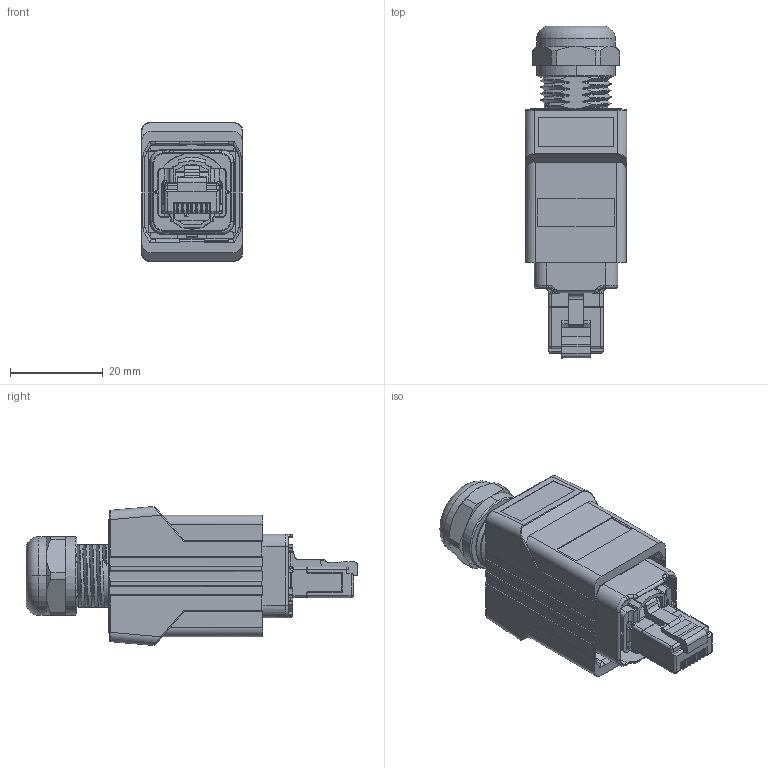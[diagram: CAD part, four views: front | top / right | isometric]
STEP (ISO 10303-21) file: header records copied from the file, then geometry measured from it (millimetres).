
FILE_DESCRIPTION(('Creo Elements/Direct Modeling STEP Export'),'2;1');
FILE_NAME('model.stp','2020-11-17T14:19:46',(''),(''),'Creo Elements/Direct Modeling STEP processor for AP214 (Solid Model)','Creo Elements/Direct Modeling 20.1A 29-Sep-2018 (C) Parametric Technology GmbH','');
FILE_SCHEMA(('AUTOMOTIVE_DESIGN { 1 0 10303 214 1 1 1 1 }'));
Products named in the file (2): VS-PPC-C1-MNNA-8Q5-EMC
Assembly tree (1 placements, depth 2):
  VS-PPC-C1-MNNA-8Q5-EMC
    VS-PPC-C1-MNNA-8Q5-EMC
Bounding box: 22 x 71.69 x 30.01 mm (x, y, z)
Volume: 23551.6 mm3; surface area: 9889.6 mm2
Topology: 1 solids, 1 shells, 1077 faces, 3017 edges, 1934 vertices
Faces by surface type: plane 544, cylinder 350, bspline 96, torus 31, extrusion 26, cone 25, sphere 5
Entity records: 60981 total; most frequent: CARTESIAN_POINT 26110, ORIENTED_EDGE 6024, DIRECTION 4829, EDGE_CURVE 3012, VERTEX_POINT 1934, VECTOR 1777, LINE 1752, AXIS2_PLACEMENT_3D 1526
